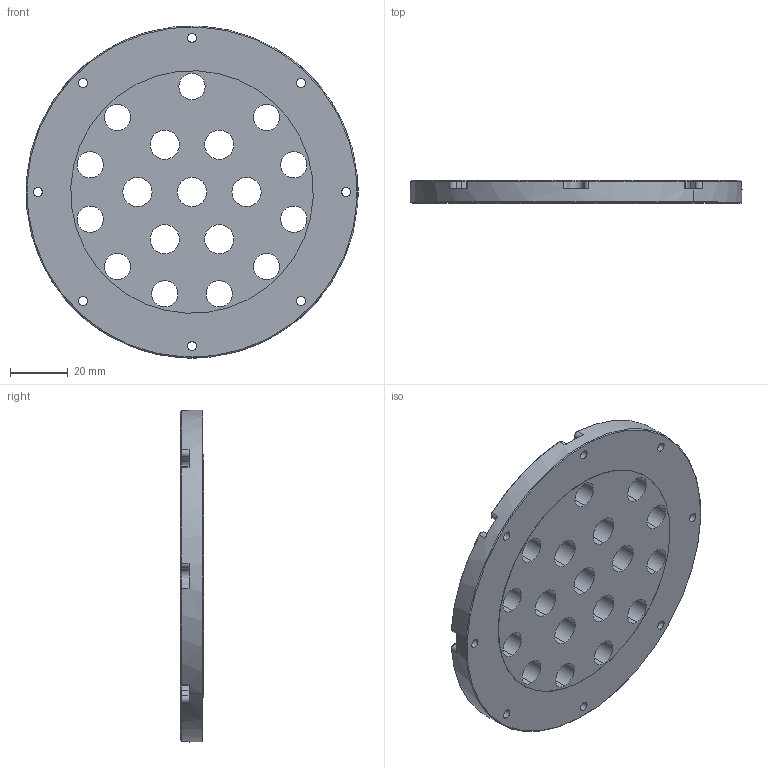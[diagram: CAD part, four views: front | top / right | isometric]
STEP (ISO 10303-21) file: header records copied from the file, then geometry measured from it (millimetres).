
FILE_DESCRIPTION (( 'STEP AP203' ), '1' );
FILE_NAME ('115組裔-18謂.STEP', '2023-09-21T03:12:43', ( '' ), ( '' ), 'SwSTEP 2.0', 'SolidWorks 2022', '' );
FILE_SCHEMA (( 'CONFIG_CONTROL_DESIGN' ));
Length unit declared in the file: millimetre
Products named in the file (1): 115組裔-18謂
Bounding box: 114.96 x 8 x 114.96 mm (x, y, z)
Volume: 70712.9 mm3; surface area: 25733.7 mm2
Topology: 1 solids, 1 shells, 173 faces, 458 edges, 288 vertices
Faces by surface type: cylinder 87, cone 43, plane 43
Entity records: 5597 total; most frequent: DIRECTION 1046, CARTESIAN_POINT 920, ORIENTED_EDGE 916, EDGE_CURVE 458, AXIS2_PLACEMENT_3D 414, VERTEX_POINT 288, CIRCLE 240, EDGE_LOOP 226
